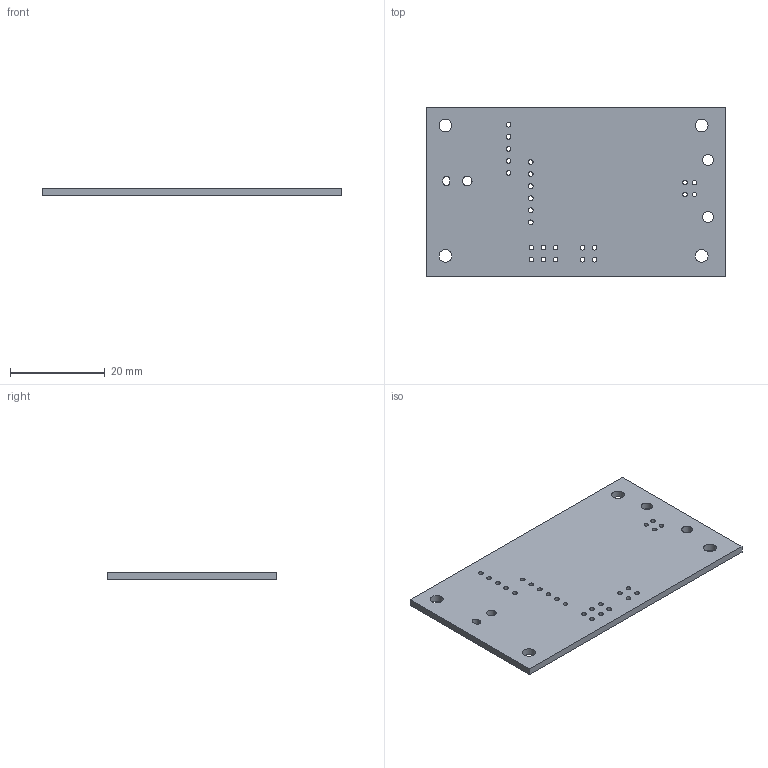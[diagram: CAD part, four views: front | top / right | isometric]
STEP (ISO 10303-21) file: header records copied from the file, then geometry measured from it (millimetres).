
FILE_DESCRIPTION(('KiCad electronic assembly'),'2;1');
FILE_NAME('KDT_Hierarchical_KiBot.step','2025-12-10T11:01:45',('Pcbnew') ,('Kicad'),'Open CASCADE STEP processor 7.8','KiCad to STEP converter' ,'Unknown');
FILE_SCHEMA(('AUTOMOTIVE_DESIGN { 1 0 10303 214 1 1 1 1 }'));
Length unit declared in the file: millimetre
Products named in the file (2): KDT_Hierarchical_KiBot 1; kibot_kqlgej95_PCB
Assembly tree (1 placements, depth 2):
  KDT_Hierarchical_KiBot 1
    kibot_kqlgej95_PCB
Bounding box: 63.2 x 35.76 x 1.48 mm (x, y, z)
Volume: 3261.7 mm3; surface area: 4905.3 mm2
Topology: 1 solids, 1 shells, 42 faces, 120 edges, 80 vertices
Faces by surface type: cylinder 34, plane 8
Full cylindrical faces by diameter (mm): 0.95 x4, 1 x21, 2 x1, 2.3 x2, 2.7 x4
Entity records: 1581 total; most frequent: DIRECTION 276, CARTESIAN_POINT 244, ORIENTED_EDGE 240, EDGE_CURVE 120, AXIS2_PLACEMENT_3D 112, FACE_BOUND 108, EDGE_LOOP 108, VERTEX_POINT 80
